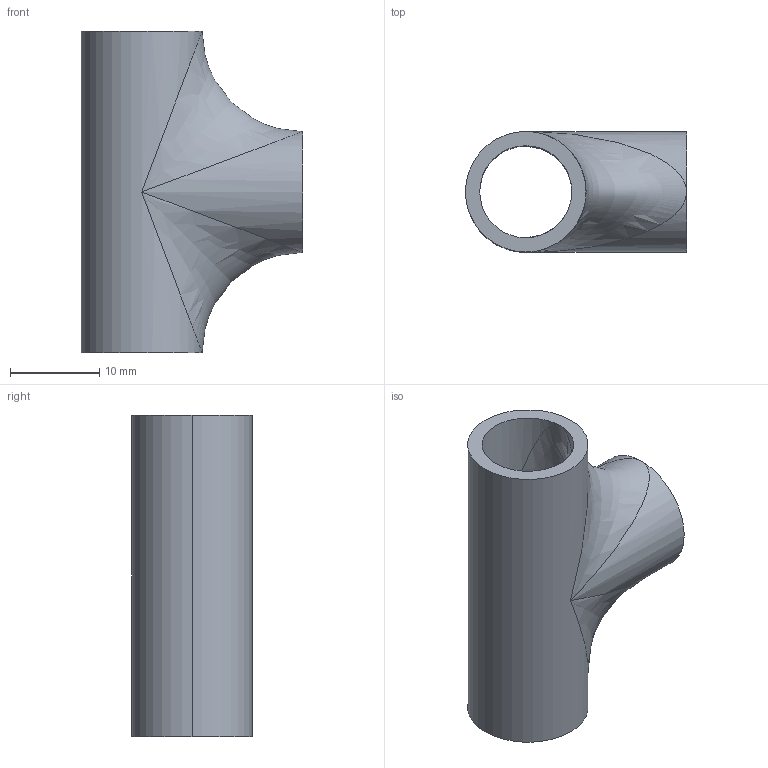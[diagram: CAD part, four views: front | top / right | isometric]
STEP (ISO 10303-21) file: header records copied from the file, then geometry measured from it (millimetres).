
FILE_DESCRIPTION (( 'STEP AP203' ), '1' );
FILE_NAME ('3D_R165_DN13.5_17321510.STEP', '2024-07-16T13:04:23', ( '' ), ( '' ), 'SwSTEP 2.0', 'SolidWorks 2024', '' );
FILE_SCHEMA (( 'CONFIG_CONTROL_DESIGN' ));
Length unit declared in the file: millimetre
Products named in the file (1): 3D_R165_DN13.5_17321510
Bounding box: 24.75 x 13.5 x 36 mm (x, y, z)
Volume: 2799.6 mm3; surface area: 3671.8 mm2
Topology: 1 solids, 1 shells, 23 faces, 62 edges, 32 vertices
Faces by surface type: bspline 12, cylinder 8, plane 3
Entity records: 5839 total; most frequent: CARTESIAN_POINT 5346, ORIENTED_EDGE 108, EDGE_CURVE 54, DIRECTION 50, B_SPLINE_CURVE_WITH_KNOTS 32, VERTEX_POINT 32, EDGE_LOOP 26, AXIS2_PLACEMENT_3D 24
